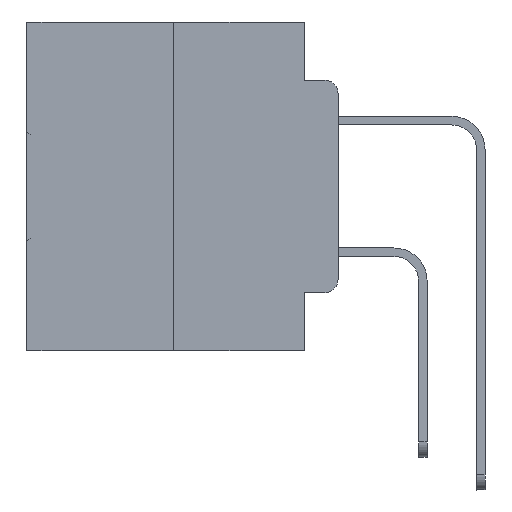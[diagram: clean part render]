
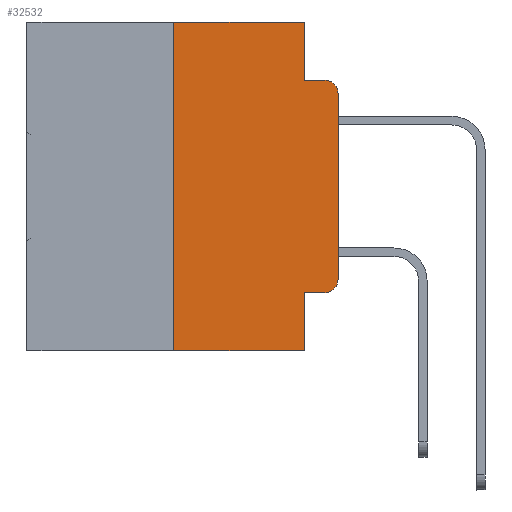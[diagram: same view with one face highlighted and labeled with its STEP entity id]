
A CAD part, left-side view. The second image highlights one B-rep face of the part: STEP entity #32532.
In plain terms, the highlighted planar face has unit normal (-1, 0, 0).
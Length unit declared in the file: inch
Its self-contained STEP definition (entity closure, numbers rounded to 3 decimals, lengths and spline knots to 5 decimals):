
#171 = EDGE_LOOP ( 'NONE', ( #12540, #15015, #7657, #9294, #20444, #17936, #29016, #7695, #25741, #360 ) ) ;
#360 = ORIENTED_EDGE ( 'NONE', *, *, #3324, .T. ) ;
#396 = DIRECTION ( 'NONE',  ( 0., -1., 0. ) ) ;
#429 = EDGE_CURVE ( 'NONE', #5467, #32432, #32767, .T. ) ;
#850 = VECTOR ( 'NONE', #15198, 39.37008 ) ;
#1354 = DIRECTION ( 'NONE',  ( 0., 0., -1. ) ) ;
#1460 = VERTEX_POINT ( 'NONE', #6482 ) ;
#1639 = LINE ( 'NONE', #17007, #28690 ) ;
#2400 = VERTEX_POINT ( 'NONE', #20600 ) ;
#3324 = EDGE_CURVE ( 'NONE', #30650, #1460, #32864, .T. ) ;
#3443 = CARTESIAN_POINT ( 'NONE',  ( 0., 0.25, 0. ) ) ;
#4353 = CARTESIAN_POINT ( 'NONE',  ( 0., 0.25, 0. ) ) ;
#4933 = VERTEX_POINT ( 'NONE', #28407 ) ;
#5467 = VERTEX_POINT ( 'NONE', #14820 ) ;
#5989 = CARTESIAN_POINT ( 'NONE',  ( 0., 0.473, 0. ) ) ;
#6482 = CARTESIAN_POINT ( 'NONE',  ( 0., 0., -0.3915 ) ) ;
#6770 = EDGE_CURVE ( 'NONE', #25786, #30970, #26249, .T. ) ;
#6941 = DIRECTION ( 'NONE',  ( 0., 0., 1. ) ) ;
#7300 = CARTESIAN_POINT ( 'NONE',  ( 0., 0.051, -0.0885 ) ) ;
#7657 = ORIENTED_EDGE ( 'NONE', *, *, #16859, .F. ) ;
#7695 = ORIENTED_EDGE ( 'NONE', *, *, #26775, .F. ) ;
#7763 = DIRECTION ( 'NONE',  ( 1., 0., 0. ) ) ;
#8211 = DIRECTION ( 'NONE',  ( 0., 0., -1. ) ) ;
#8306 = LINE ( 'NONE', #26414, #21478 ) ;
#9294 = ORIENTED_EDGE ( 'NONE', *, *, #17326, .F. ) ;
#9296 = VECTOR ( 'NONE', #10894, 39.37008 ) ;
#9891 = AXIS2_PLACEMENT_3D ( 'NONE', #24869, #24760, #29371 ) ;
#10024 = AXIS2_PLACEMENT_3D ( 'NONE', #19847, #13323, #8211 ) ;
#10241 = VECTOR ( 'NONE', #19069, 39.37008 ) ;
#10290 = VECTOR ( 'NONE', #18312, 39.37008 ) ;
#10894 = DIRECTION ( 'NONE',  ( 0., 0., 1. ) ) ;
#12327 = EDGE_CURVE ( 'NONE', #30970, #2400, #18890, .T. ) ;
#12540 = ORIENTED_EDGE ( 'NONE', *, *, #22827, .T. ) ;
#13082 = DIRECTION ( 'NONE',  ( 0., 0., -1. ) ) ;
#13099 = VECTOR ( 'NONE', #6941, 39.37008 ) ;
#13280 = AXIS2_PLACEMENT_3D ( 'NONE', #31193, #7763, #26106 ) ;
#13323 = DIRECTION ( 'NONE',  ( -1., 0., 0. ) ) ;
#14747 = LINE ( 'NONE', #7300, #850 ) ;
#14820 = CARTESIAN_POINT ( 'NONE',  ( 0., 0., -0.1085 ) ) ;
#15015 = ORIENTED_EDGE ( 'NONE', *, *, #429, .T. ) ;
#15081 = CARTESIAN_POINT ( 'NONE',  ( 0., 0.02, -0.4115 ) ) ;
#15111 = FACE_OUTER_BOUND ( 'NONE', #171, .T. ) ;
#15198 = DIRECTION ( 'NONE',  ( 0., -1., 0. ) ) ;
#15206 = CARTESIAN_POINT ( 'NONE',  ( 0., 0.02, -0.0885 ) ) ;
#15559 = PLANE ( 'NONE',  #13280 ) ;
#15658 = CARTESIAN_POINT ( 'NONE',  ( 0., 0.051, -0.4115 ) ) ;
#15931 = CARTESIAN_POINT ( 'NONE',  ( 0., 0.051, -0.0885 ) ) ;
#16859 = EDGE_CURVE ( 'NONE', #18349, #32432, #14747, .T. ) ;
#17007 = CARTESIAN_POINT ( 'NONE',  ( 0., 0.051, 0. ) ) ;
#17326 = EDGE_CURVE ( 'NONE', #2400, #18349, #1639, .T. ) ;
#17936 = ORIENTED_EDGE ( 'NONE', *, *, #6770, .F. ) ;
#18312 = DIRECTION ( 'NONE',  ( 0., -1., 0. ) ) ;
#18349 = VERTEX_POINT ( 'NONE', #15931 ) ;
#18890 = LINE ( 'NONE', #5989, #10241 ) ;
#19069 = DIRECTION ( 'NONE',  ( 0., -1., 0. ) ) ;
#19847 = CARTESIAN_POINT ( 'NONE',  ( 0., 0.02, -0.1085 ) ) ;
#20444 = ORIENTED_EDGE ( 'NONE', *, *, #12327, .F. ) ;
#20600 = CARTESIAN_POINT ( 'NONE',  ( 0., 0.051, 0. ) ) ;
#21478 = VECTOR ( 'NONE', #396, 39.37008 ) ;
#22827 = EDGE_CURVE ( 'NONE', #1460, #5467, #30181, .T. ) ;
#24011 = CARTESIAN_POINT ( 'NONE',  ( 0., 0., 0. ) ) ;
#24611 = VECTOR ( 'NONE', #13082, 39.37008 ) ;
#24760 = DIRECTION ( 'NONE',  ( -1., 0., 0. ) ) ;
#24869 = CARTESIAN_POINT ( 'NONE',  ( 0., 0.02, -0.3915 ) ) ;
#25741 = ORIENTED_EDGE ( 'NONE', *, *, #26112, .T. ) ;
#25786 = VERTEX_POINT ( 'NONE', #32726 ) ;
#26106 = DIRECTION ( 'NONE',  ( 0., 0., -1. ) ) ;
#26112 = EDGE_CURVE ( 'NONE', #27681, #30650, #31159, .T. ) ;
#26249 = LINE ( 'NONE', #4353, #13099 ) ;
#26414 = CARTESIAN_POINT ( 'NONE',  ( 0., 0.473, -0.5 ) ) ;
#26775 = EDGE_CURVE ( 'NONE', #27681, #4933, #30709, .T. ) ;
#27681 = VERTEX_POINT ( 'NONE', #31175 ) ;
#28407 = CARTESIAN_POINT ( 'NONE',  ( 0., 0.051, -0.5 ) ) ;
#28690 = VECTOR ( 'NONE', #1354, 39.37008 ) ;
#29016 = ORIENTED_EDGE ( 'NONE', *, *, #30236, .T. ) ;
#29371 = DIRECTION ( 'NONE',  ( 0., 0., -1. ) ) ;
#30181 = LINE ( 'NONE', #24011, #9296 ) ;
#30236 = EDGE_CURVE ( 'NONE', #25786, #4933, #8306, .T. ) ;
#30650 = VERTEX_POINT ( 'NONE', #15081 ) ;
#30709 = LINE ( 'NONE', #31358, #24611 ) ;
#30970 = VERTEX_POINT ( 'NONE', #3443 ) ;
#31159 = LINE ( 'NONE', #15658, #10290 ) ;
#31175 = CARTESIAN_POINT ( 'NONE',  ( 0., 0.051, -0.4115 ) ) ;
#31193 = CARTESIAN_POINT ( 'NONE',  ( 0., 0.473, 0. ) ) ;
#31358 = CARTESIAN_POINT ( 'NONE',  ( 0., 0.051, 0. ) ) ;
#32432 = VERTEX_POINT ( 'NONE', #15206 ) ;
#32532 = ADVANCED_FACE ( 'NONE', ( #15111 ), #15559, .F. ) ;
#32726 = CARTESIAN_POINT ( 'NONE',  ( 0., 0.25, -0.5 ) ) ;
#32767 = CIRCLE ( 'NONE', #10024, 0.02 ) ;
#32864 = CIRCLE ( 'NONE', #9891, 0.02 ) ;
